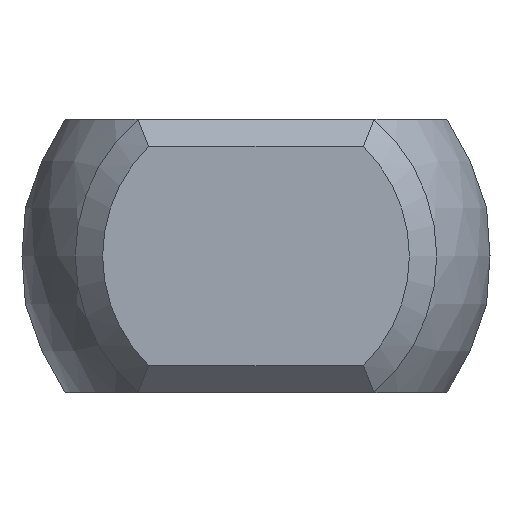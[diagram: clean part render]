
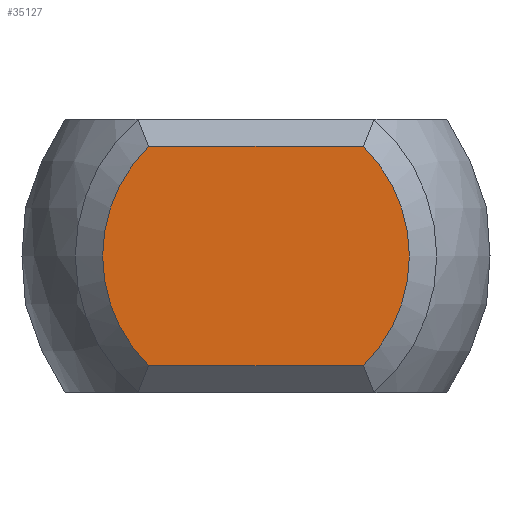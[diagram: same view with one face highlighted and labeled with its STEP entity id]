
A CAD part, left-side view. The second image highlights one B-rep face of the part: STEP entity #35127.
In plain terms, the highlighted planar face has unit normal (-1, 0, 0).
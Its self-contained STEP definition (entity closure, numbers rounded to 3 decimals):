
#33835 = PLANE('',#33836);
#33836 = AXIS2_PLACEMENT_3D('',#33837,#33838,#33839);
#33837 = CARTESIAN_POINT('',(-43.5,3.125,2.25));
#33838 = DIRECTION('',(0.707,0.,-0.707));
#33839 = DIRECTION('',(-0.707,0.,-0.707));
#34763 = EDGE_CURVE('',#34764,#34766,#34768,.T.);
#34764 = VERTEX_POINT('',#34765);
#34765 = CARTESIAN_POINT('',(-43.75,-1.96,-2.));
#34766 = VERTEX_POINT('',#34767);
#34767 = CARTESIAN_POINT('',(-43.75,-1.96,2.));
#34768 = SURFACE_CURVE('',#34769,(#34774,#34786),.PCURVE_S1.);
#34769 = CIRCLE('',#34770,2.8);
#34770 = AXIS2_PLACEMENT_3D('',#34771,#34772,#34773);
#34771 = CARTESIAN_POINT('',(-43.75,0.,0.));
#34772 = DIRECTION('',(-1.,0.,0.));
#34773 = DIRECTION('',(0.,-1.,0.));
#34774 = PCURVE('',#34775,#34780);
#34775 = CONICAL_SURFACE('',#34776,3.05,0.785);
#34776 = AXIS2_PLACEMENT_3D('',#34777,#34778,#34779);
#34777 = CARTESIAN_POINT('',(-43.5,0.,0.));
#34778 = DIRECTION('',(1.,0.,0.));
#34779 = DIRECTION('',(0.,-1.,0.));
#34780 = DEFINITIONAL_REPRESENTATION('',(#34781),#34785);
#34781 = LINE('',#34782,#34783);
#34782 = CARTESIAN_POINT('',(6.283,-0.25));
#34783 = VECTOR('',#34784,1.);
#34784 = DIRECTION('',(-1.,0.));
#34785 = ( GEOMETRIC_REPRESENTATION_CONTEXT(2) 
PARAMETRIC_REPRESENTATION_CONTEXT() REPRESENTATION_CONTEXT('2D SPACE',''
  ) );
#34786 = PCURVE('',#34787,#34792);
#34787 = PLANE('',#34788);
#34788 = AXIS2_PLACEMENT_3D('',#34789,#34790,#34791);
#34789 = CARTESIAN_POINT('',(-43.75,0.,0.));
#34790 = DIRECTION('',(1.,0.,0.));
#34791 = DIRECTION('',(0.,0.,-1.));
#34792 = DEFINITIONAL_REPRESENTATION('',(#34793),#34801);
#34793 = ( BOUNDED_CURVE() B_SPLINE_CURVE(2,(#34794,#34795,#34796,#34797
    ,#34798,#34799,#34800),.UNSPECIFIED.,.T.,.F.) 
B_SPLINE_CURVE_WITH_KNOTS((1,2,2,2,2,1),(-2.094,0.,
    2.094,4.189,6.283,8.378),
.UNSPECIFIED.) CURVE() GEOMETRIC_REPRESENTATION_ITEM() 
RATIONAL_B_SPLINE_CURVE((1.,0.5,1.,0.5,1.,0.5,1.)) REPRESENTATION_ITEM(
  '') );
#34794 = CARTESIAN_POINT('',(0.,-2.8));
#34795 = CARTESIAN_POINT('',(-4.85,-2.8));
#34796 = CARTESIAN_POINT('',(-2.425,1.4));
#34797 = CARTESIAN_POINT('',(0.,5.6));
#34798 = CARTESIAN_POINT('',(2.425,1.4));
#34799 = CARTESIAN_POINT('',(4.85,-2.8));
#34800 = CARTESIAN_POINT('',(0.,-2.8));
#34801 = ( GEOMETRIC_REPRESENTATION_CONTEXT(2) 
PARAMETRIC_REPRESENTATION_CONTEXT() REPRESENTATION_CONTEXT('2D SPACE',''
  ) );
#34819 = PLANE('',#34820);
#34820 = AXIS2_PLACEMENT_3D('',#34821,#34822,#34823);
#34821 = CARTESIAN_POINT('',(-43.5,-3.125,-2.25));
#34822 = DIRECTION('',(0.707,0.,0.707)
  );
#34823 = DIRECTION('',(0.707,0.,-0.707));
#34879 = EDGE_CURVE('',#34766,#34880,#34882,.T.);
#34880 = VERTEX_POINT('',#34881);
#34881 = CARTESIAN_POINT('',(-43.75,1.96,2.));
#34882 = SURFACE_CURVE('',#34883,(#34887,#34894),.PCURVE_S1.);
#34883 = LINE('',#34884,#34885);
#34884 = CARTESIAN_POINT('',(-43.75,3.125,2.));
#34885 = VECTOR('',#34886,1.);
#34886 = DIRECTION('',(0.,1.,0.));
#34887 = PCURVE('',#33835,#34888);
#34888 = DEFINITIONAL_REPRESENTATION('',(#34889),#34893);
#34889 = LINE('',#34890,#34891);
#34890 = CARTESIAN_POINT('',(0.354,0.));
#34891 = VECTOR('',#34892,1.);
#34892 = DIRECTION('',(0.,1.));
#34893 = ( GEOMETRIC_REPRESENTATION_CONTEXT(2) 
PARAMETRIC_REPRESENTATION_CONTEXT() REPRESENTATION_CONTEXT('2D SPACE',''
  ) );
#34894 = PCURVE('',#34787,#34895);
#34895 = DEFINITIONAL_REPRESENTATION('',(#34896),#34900);
#34896 = LINE('',#34897,#34898);
#34897 = CARTESIAN_POINT('',(-2.,3.125));
#34898 = VECTOR('',#34899,1.);
#34899 = DIRECTION('',(0.,1.));
#34900 = ( GEOMETRIC_REPRESENTATION_CONTEXT(2) 
PARAMETRIC_REPRESENTATION_CONTEXT() REPRESENTATION_CONTEXT('2D SPACE',''
  ) );
#34920 = CONICAL_SURFACE('',#34921,3.05,0.785);
#34921 = AXIS2_PLACEMENT_3D('',#34922,#34923,#34924);
#34922 = CARTESIAN_POINT('',(-43.5,0.,0.));
#34923 = DIRECTION('',(1.,0.,0.));
#34924 = DIRECTION('',(-0.,1.,0.));
#34934 = EDGE_CURVE('',#34880,#34935,#34937,.T.);
#34935 = VERTEX_POINT('',#34936);
#34936 = CARTESIAN_POINT('',(-43.75,1.96,-2.));
#34937 = SURFACE_CURVE('',#34938,(#34943,#34950),.PCURVE_S1.);
#34938 = CIRCLE('',#34939,2.8);
#34939 = AXIS2_PLACEMENT_3D('',#34940,#34941,#34942);
#34940 = CARTESIAN_POINT('',(-43.75,0.,0.));
#34941 = DIRECTION('',(-1.,0.,0.));
#34942 = DIRECTION('',(0.,1.,0.));
#34943 = PCURVE('',#34920,#34944);
#34944 = DEFINITIONAL_REPRESENTATION('',(#34945),#34949);
#34945 = LINE('',#34946,#34947);
#34946 = CARTESIAN_POINT('',(6.283,-0.25));
#34947 = VECTOR('',#34948,1.);
#34948 = DIRECTION('',(-1.,0.));
#34949 = ( GEOMETRIC_REPRESENTATION_CONTEXT(2) 
PARAMETRIC_REPRESENTATION_CONTEXT() REPRESENTATION_CONTEXT('2D SPACE',''
  ) );
#34950 = PCURVE('',#34787,#34951);
#34951 = DEFINITIONAL_REPRESENTATION('',(#34952),#34960);
#34952 = ( BOUNDED_CURVE() B_SPLINE_CURVE(2,(#34953,#34954,#34955,#34956
    ,#34957,#34958,#34959),.UNSPECIFIED.,.T.,.F.) 
B_SPLINE_CURVE_WITH_KNOTS((1,2,2,2,2,1),(-2.094,0.,
    2.094,4.189,6.283,8.378),
.UNSPECIFIED.) CURVE() GEOMETRIC_REPRESENTATION_ITEM() 
RATIONAL_B_SPLINE_CURVE((1.,0.5,1.,0.5,1.,0.5,1.)) REPRESENTATION_ITEM(
  '') );
#34953 = CARTESIAN_POINT('',(0.,2.8));
#34954 = CARTESIAN_POINT('',(4.85,2.8));
#34955 = CARTESIAN_POINT('',(2.425,-1.4));
#34956 = CARTESIAN_POINT('',(0.,-5.6));
#34957 = CARTESIAN_POINT('',(-2.425,-1.4));
#34958 = CARTESIAN_POINT('',(-4.85,2.8));
#34959 = CARTESIAN_POINT('',(0.,2.8));
#34960 = ( GEOMETRIC_REPRESENTATION_CONTEXT(2) 
PARAMETRIC_REPRESENTATION_CONTEXT() REPRESENTATION_CONTEXT('2D SPACE',''
  ) );
#35034 = EDGE_CURVE('',#34935,#34764,#35035,.T.);
#35035 = SURFACE_CURVE('',#35036,(#35040,#35047),.PCURVE_S1.);
#35036 = LINE('',#35037,#35038);
#35037 = CARTESIAN_POINT('',(-43.75,-3.125,-2.));
#35038 = VECTOR('',#35039,1.);
#35039 = DIRECTION('',(0.,-1.,0.));
#35040 = PCURVE('',#34819,#35041);
#35041 = DEFINITIONAL_REPRESENTATION('',(#35042),#35046);
#35042 = LINE('',#35043,#35044);
#35043 = CARTESIAN_POINT('',(-0.354,0.));
#35044 = VECTOR('',#35045,1.);
#35045 = DIRECTION('',(0.,-1.));
#35046 = ( GEOMETRIC_REPRESENTATION_CONTEXT(2) 
PARAMETRIC_REPRESENTATION_CONTEXT() REPRESENTATION_CONTEXT('2D SPACE',''
  ) );
#35047 = PCURVE('',#34787,#35048);
#35048 = DEFINITIONAL_REPRESENTATION('',(#35049),#35053);
#35049 = LINE('',#35050,#35051);
#35050 = CARTESIAN_POINT('',(2.,-3.125));
#35051 = VECTOR('',#35052,1.);
#35052 = DIRECTION('',(0.,-1.));
#35053 = ( GEOMETRIC_REPRESENTATION_CONTEXT(2) 
PARAMETRIC_REPRESENTATION_CONTEXT() REPRESENTATION_CONTEXT('2D SPACE',''
  ) );
#35127 = ADVANCED_FACE('',(#35128),#34787,.F.);
#35128 = FACE_BOUND('',#35129,.T.);
#35129 = EDGE_LOOP('',(#35130,#35131,#35132,#35133));
#35130 = ORIENTED_EDGE('',*,*,#34763,.T.);
#35131 = ORIENTED_EDGE('',*,*,#34879,.T.);
#35132 = ORIENTED_EDGE('',*,*,#34934,.T.);
#35133 = ORIENTED_EDGE('',*,*,#35034,.T.);
